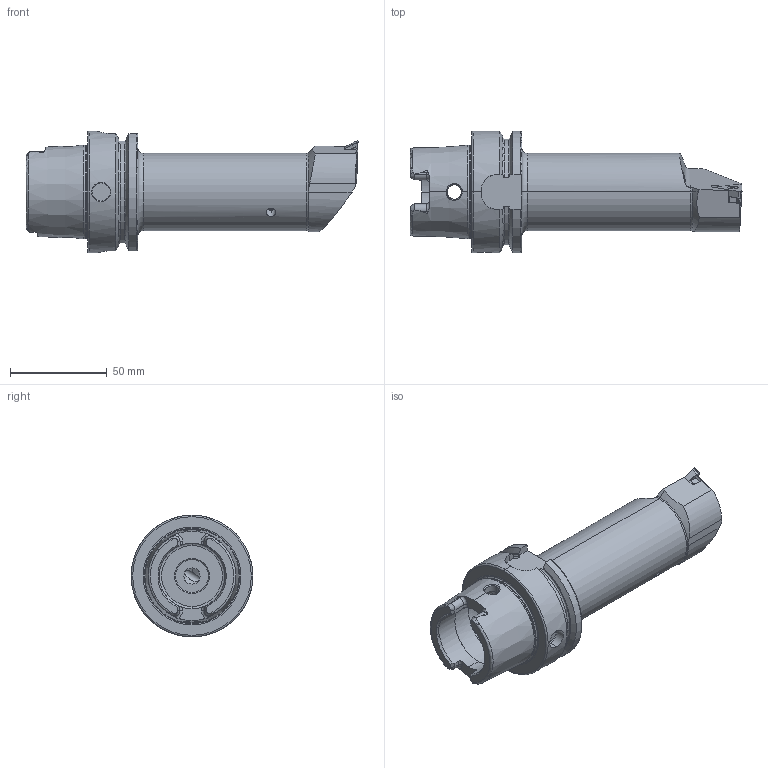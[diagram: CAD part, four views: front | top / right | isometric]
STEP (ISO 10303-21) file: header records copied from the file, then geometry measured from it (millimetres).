
FILE_DESCRIPTION (( 'STEP AP214' ), '1' );
FILE_NAME ('HA6-BGB.LGA.140.STEP', '2015-02-16T15:10:07', ( 'SWIAdmin' ), ( 'Hewlett-Packard Company' ), 'SwSTEP 2.0', 'SolidWorks 2012', '' );
FILE_SCHEMA (( 'AUTOMOTIVE_DESIGN' ));
Length unit declared in the file: millimetre
Products named in the file (6): WGB-ER3.001.007_A; LT16ER; WGB-ER2.102.003_A; WGB-ER2.001.012_A; HA6-BGB.LGA.140_A_Fertigbearbeitung; HA6-BGB.LGA.140
Assembly tree (5 placements, depth 2):
  HA6-BGB.LGA.140
    HA6-BGB.LGA.140_A_Fertigbearbeitung
    WGB-ER2.001.012_A
    WGB-ER2.102.003_A
    LT16ER
    WGB-ER3.001.007_A
Bounding box: 171.9 x 63 x 63 mm (x, y, z)
Volume: 205147.4 mm3; surface area: 39193.3 mm2
Topology: 5 solids, 5 shells, 335 faces, 869 edges, 545 vertices
Faces by surface type: plane 114, cylinder 112, cone 59, torus 38, bspline 12
Entity records: 12740 total; most frequent: CARTESIAN_POINT 3847, ORIENTED_EDGE 1726, DIRECTION 1661, EDGE_CURVE 863, AXIS2_PLACEMENT_3D 644, VERTEX_POINT 545, LINE 373, VECTOR 373
